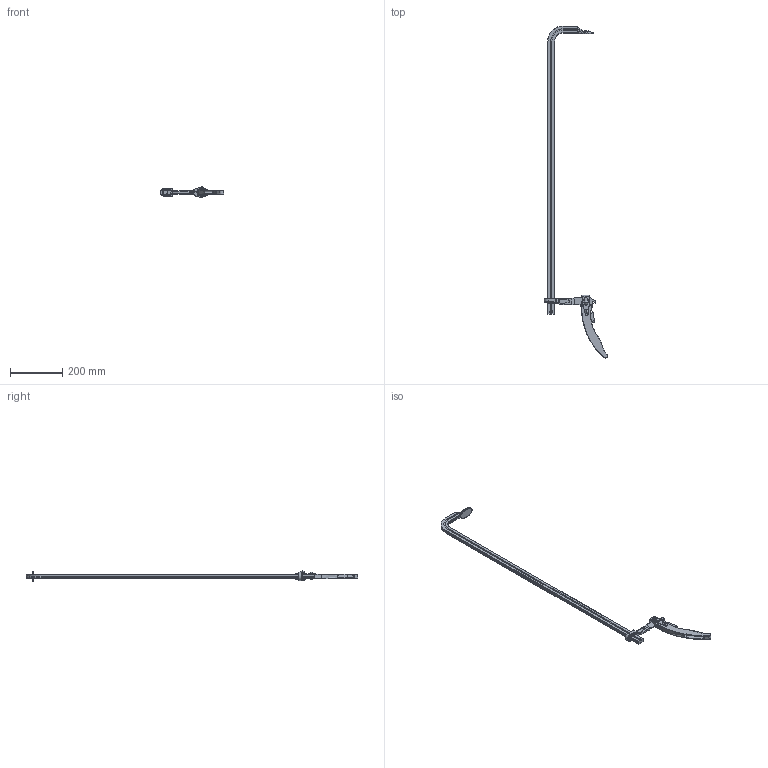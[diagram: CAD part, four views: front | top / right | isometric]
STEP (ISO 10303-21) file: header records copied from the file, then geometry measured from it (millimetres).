
FILE_DESCRIPTION (( 'STEP AP214' ), '1' );
FILE_NAME ('GH-G100L.STEP', '2025-12-23T07:12:58', ( '' ), ( '' ), 'SwSTEP 2.0', 'SolidWorks 2016', '' );
FILE_SCHEMA (( 'AUTOMOTIVE_DESIGN' ));
Length unit declared in the file: millimetre
Products named in the file (9): 錨璃14; 錨璃10; 錨璃7; GH-G100L; G60L01; G100L08; G80L05; 錨璃13; 錨璃8
Assembly tree (8 placements, depth 2):
  GH-G100L
    G80L05
    G60L01
    錨璃7
    錨璃10
    錨璃13
    錨璃8
    錨璃14
    G100L08
Bounding box: 241.97 x 1267.9 x 38.91 mm (x, y, z)
Volume: 558675.4 mm3; surface area: 155019 mm2
Topology: 8 solids, 8 shells, 671 faces, 1584 edges, 895 vertices
Faces by surface type: cylinder 279, torus 128, plane 113, bspline 90, sphere 52, cone 9
Entity records: 23880 total; most frequent: CARTESIAN_POINT 8967, DIRECTION 3148, ORIENTED_EDGE 3064, EDGE_CURVE 1532, AXIS2_PLACEMENT_3D 1310, VERTEX_POINT 883, CIRCLE 718, EDGE_LOOP 695
